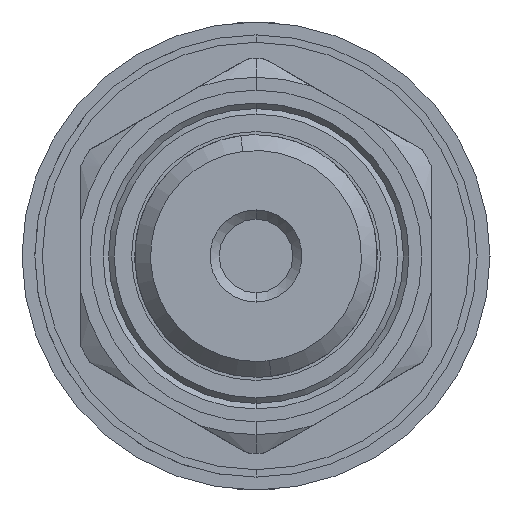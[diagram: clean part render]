
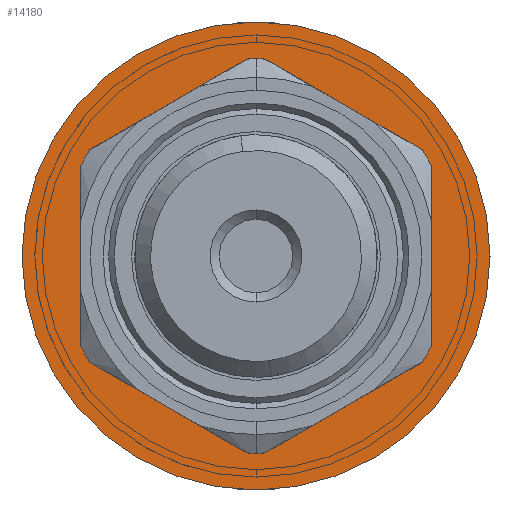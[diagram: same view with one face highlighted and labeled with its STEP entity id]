
A CAD part, front view. The second image highlights one B-rep face of the part: STEP entity #14180.
In plain terms, the highlighted face is planar.
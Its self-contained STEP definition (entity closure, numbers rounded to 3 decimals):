
#13830=CARTESIAN_POINT('',(50.,53.,62.7));
#13840=DIRECTION('',(0.,0.,-1.));
#13850=DIRECTION('',(0.992,-0.125,
0.));
#13860=AXIS2_PLACEMENT_3D('',#13830,#13840,#13850);
#13870=PLANE('',#13860);
#13880=CARTESIAN_POINT('',(50.,53.,62.7));
#13890=DIRECTION('',(0.,0.,-1.));
#13900=DIRECTION('',(0.992,-0.125,
0.));
#13910=AXIS2_PLACEMENT_3D('',#13880,#13890,#13900);
#13920=CIRCLE('',#13910,8.);
#13930=CARTESIAN_POINT('',(57.937,51.997,62.7));
#13940=VERTEX_POINT('',#13930);
#13950=CARTESIAN_POINT('',(42.063,54.003,62.7));
#13960=VERTEX_POINT('',#13950);
#13970=EDGE_CURVE('',#13940,#13960,#13920,.T.);
#13980=ORIENTED_EDGE('',*,*,#13970,.T.);
#13990=EDGE_CURVE('',#13960,#13940,#13920,.T.);
#14000=ORIENTED_EDGE('',*,*,#13990,.T.);
#14010=EDGE_LOOP('',(#14000,#13980));
#14020=FACE_BOUND('',#14010,.T.);
#14030=CARTESIAN_POINT('',(50.,53.,62.7));
#14040=DIRECTION('',(0.,0.,-1.));
#14050=DIRECTION('',(-0.125,-0.992,
0.));
#14060=AXIS2_PLACEMENT_3D('',#14030,#14040,#14050);
#14070=CIRCLE('',#14060,12.7);
#14080=CARTESIAN_POINT('',(48.408,40.4,62.7));
#14090=VERTEX_POINT('',#14080);
#14100=CARTESIAN_POINT('',(51.592,65.6,62.7));
#14110=VERTEX_POINT('',#14100);
#14120=EDGE_CURVE('',#14090,#14110,#14070,.T.);
#14130=ORIENTED_EDGE('',*,*,#14120,.F.);
#14140=EDGE_CURVE('',#14110,#14090,#14070,.T.);
#14150=ORIENTED_EDGE('',*,*,#14140,.F.);
#14160=EDGE_LOOP('',(#14150,#14130));
#14170=FACE_OUTER_BOUND('',#14160,.T.);
#14180=ADVANCED_FACE('',(#14020,#14170),#13870,.F.);
